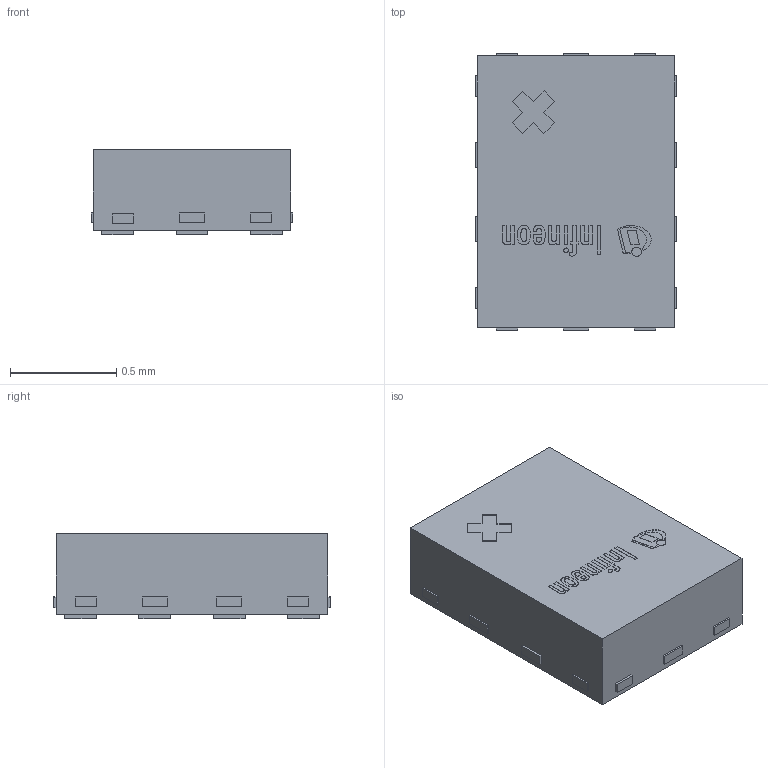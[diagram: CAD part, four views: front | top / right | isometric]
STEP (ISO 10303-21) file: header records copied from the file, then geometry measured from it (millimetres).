
FILE_DESCRIPTION(/* description */ (''),/* implementation_level */ '2;1');
FILE_NAME(/* name */ 'PG-TSNP-10-10_Z8B00226210_V02_3D.stp',/* time_stamp */ '2022-07-12T18:04:21+06:00',/* author */ ('janartha'),/* organization */ (''),/* preprocessor_version */ 'ST-DEVELOPER v16.13',/* originating_system */ 'AutoCAD Mechanical',/* authorisation */ '');
FILE_SCHEMA (('AUTOMOTIVE_DESIGN { 1 0 10303 214 3 1 1 }'));
Length unit declared in the file: millimetre
Products named in the file (1): Product
Bounding box: 0.95 x 1.3 x 0.4 mm (x, y, z)
Volume: 0.5 mm3; surface area: 4.9 mm2
Topology: 38 solids, 38 shells, 289 faces, 636 edges, 424 vertices
Faces by surface type: plane 267, bspline 18, cylinder 4
Full cylindrical faces by diameter (mm): 0.022 x1, 0.044 x1
Entity records: 7997 total; most frequent: CARTESIAN_POINT 1738, ORIENTED_EDGE 1268, DIRECTION 1150, EDGE_CURVE 634, LINE 590, VECTOR 590, VERTEX_POINT 424, EDGE_LOOP 296
